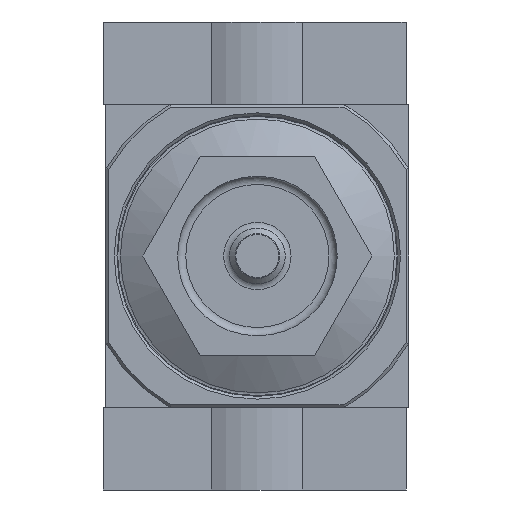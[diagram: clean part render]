
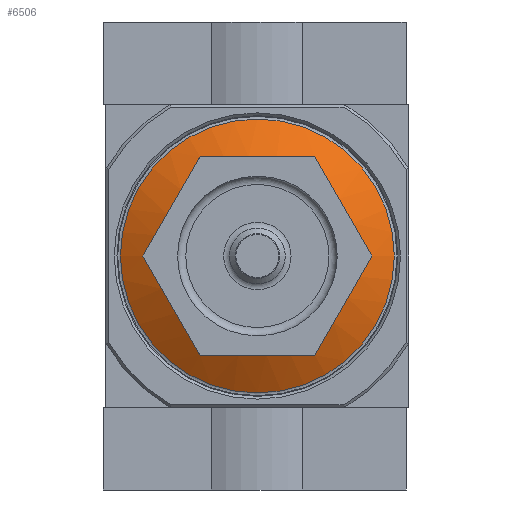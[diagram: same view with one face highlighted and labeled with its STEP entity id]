
A CAD part, front view. The second image highlights one B-rep face of the part: STEP entity #6506.
In plain terms, the highlighted conical face has half-angle 60 degrees and reference radius 24.869 mm.
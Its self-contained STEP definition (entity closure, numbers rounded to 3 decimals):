
#97=CONICAL_SURFACE('',#6974,24.869,1.047);
#220=B_SPLINE_CURVE_WITH_KNOTS('',3,(#9857,#9858,#9859,#9860,#9861,#9862,
#9863),.UNSPECIFIED.,.F.,.F.,(4,1,1,1,4),(0.,0.005,
0.01,0.016,0.021),.UNSPECIFIED.);
#221=B_SPLINE_CURVE_WITH_KNOTS('',3,(#9866,#9867,#9868,#9869,#9870,#9871,
#9872),.UNSPECIFIED.,.F.,.F.,(4,1,1,1,4),(0.023,0.028,
0.034,0.039,0.044),.UNSPECIFIED.);
#222=B_SPLINE_CURVE_WITH_KNOTS('',3,(#9874,#9875,#9876,#9877,#9878,#9879,
#9880),.UNSPECIFIED.,.F.,.F.,(4,1,1,1,4),(0.,0.005,
0.01,0.016,0.021),.UNSPECIFIED.);
#223=B_SPLINE_CURVE_WITH_KNOTS('',3,(#9882,#9883,#9884,#9885,#9886,#9887,
#9888),.UNSPECIFIED.,.F.,.F.,(4,1,1,1,4),(0.,0.005,
0.01,0.016,0.021),.UNSPECIFIED.);
#224=B_SPLINE_CURVE_WITH_KNOTS('',3,(#9890,#9891,#9892,#9893,#9894,#9895,
#9896),.UNSPECIFIED.,.F.,.F.,(4,1,1,1,4),(0.023,0.028,
0.034,0.039,0.044),.UNSPECIFIED.);
#225=B_SPLINE_CURVE_WITH_KNOTS('',3,(#9898,#9899,#9900,#9901,#9902,#9903,
#9904),.UNSPECIFIED.,.F.,.F.,(4,1,1,1,4),(0.,0.005,
0.01,0.016,0.021),.UNSPECIFIED.);
#1317=ORIENTED_EDGE('',*,*,#2662,.F.);
#1318=ORIENTED_EDGE('',*,*,#2663,.F.);
#1319=ORIENTED_EDGE('',*,*,#2664,.F.);
#1320=ORIENTED_EDGE('',*,*,#2665,.F.);
#1321=ORIENTED_EDGE('',*,*,#2666,.F.);
#1322=ORIENTED_EDGE('',*,*,#2667,.F.);
#1323=ORIENTED_EDGE('',*,*,#2668,.T.);
#2662=EDGE_CURVE('',#3294,#3295,#220,.T.);
#2663=EDGE_CURVE('',#3296,#3294,#221,.T.);
#2664=EDGE_CURVE('',#3297,#3296,#222,.T.);
#2665=EDGE_CURVE('',#3298,#3297,#223,.T.);
#2666=EDGE_CURVE('',#3299,#3298,#224,.T.);
#2667=EDGE_CURVE('',#3295,#3299,#225,.T.);
#2668=EDGE_CURVE('',#3300,#3300,#3725,.T.);
#3294=VERTEX_POINT('',#9864);
#3295=VERTEX_POINT('',#9865);
#3296=VERTEX_POINT('',#9873);
#3297=VERTEX_POINT('',#9881);
#3298=VERTEX_POINT('',#9889);
#3299=VERTEX_POINT('',#9897);
#3300=VERTEX_POINT('',#9906);
#3725=CIRCLE('',#6975,24.869);
#4017=EDGE_LOOP('',(#1317,#1318,#1319,#1320,#1321,#1322));
#4018=EDGE_LOOP('',(#1323));
#4505=FACE_BOUND('',#4017,.T.);
#4506=FACE_BOUND('',#4018,.T.);
#6506=ADVANCED_FACE('',(#4505,#4506),#97,.T.);
#6974=AXIS2_PLACEMENT_3D('',#9856,#7886,#7887);
#6975=AXIS2_PLACEMENT_3D('',#9905,#7888,#7889);
#7886=DIRECTION('',(0.,1.,0.));
#7887=DIRECTION('',(0.,0.,1.));
#7888=DIRECTION('',(0.,-1.,0.));
#7889=DIRECTION('',(0.,0.,-1.));
#9856=CARTESIAN_POINT('',(0.,-27.134,0.));
#9857=CARTESIAN_POINT('',(18.,-29.492,10.392));
#9858=CARTESIAN_POINT('',(16.53,-29.982,11.241));
#9859=CARTESIAN_POINT('',(13.573,-30.79,12.948));
#9860=CARTESIAN_POINT('',(9.025,-31.254,15.574));
#9861=CARTESIAN_POINT('',(4.431,-30.794,18.227));
#9862=CARTESIAN_POINT('',(1.471,-29.983,19.935));
#9863=CARTESIAN_POINT('',(0.,-29.492,20.785));
#9864=CARTESIAN_POINT('',(18.,-29.492,10.392));
#9865=CARTESIAN_POINT('',(0.,-29.492,20.785));
#9866=CARTESIAN_POINT('',(18.,-29.492,-10.392));
#9867=CARTESIAN_POINT('',(18.,-29.981,-8.7));
#9868=CARTESIAN_POINT('',(18.,-30.789,-5.294));
#9869=CARTESIAN_POINT('',(18.,-31.255,-0.001));
#9870=CARTESIAN_POINT('',(18.,-30.789,5.295));
#9871=CARTESIAN_POINT('',(18.,-29.981,8.701));
#9872=CARTESIAN_POINT('',(18.,-29.492,10.392));
#9873=CARTESIAN_POINT('',(18.,-29.492,-10.392));
#9874=CARTESIAN_POINT('',(0.,-29.492,-20.785));
#9875=CARTESIAN_POINT('',(1.47,-29.982,-19.936));
#9876=CARTESIAN_POINT('',(4.427,-30.79,-18.229));
#9877=CARTESIAN_POINT('',(8.975,-31.254,-15.603));
#9878=CARTESIAN_POINT('',(13.569,-30.794,-12.95));
#9879=CARTESIAN_POINT('',(16.529,-29.983,-11.242));
#9880=CARTESIAN_POINT('',(18.,-29.492,-10.392));
#9881=CARTESIAN_POINT('',(0.,-29.492,-20.785));
#9882=CARTESIAN_POINT('',(-18.,-29.492,-10.392));
#9883=CARTESIAN_POINT('',(-16.53,-29.982,-11.241));
#9884=CARTESIAN_POINT('',(-13.573,-30.79,-12.948));
#9885=CARTESIAN_POINT('',(-9.025,-31.254,-15.574));
#9886=CARTESIAN_POINT('',(-4.431,-30.794,-18.227));
#9887=CARTESIAN_POINT('',(-1.471,-29.983,-19.935));
#9888=CARTESIAN_POINT('',(0.,-29.492,-20.785));
#9889=CARTESIAN_POINT('',(-18.,-29.492,-10.392));
#9890=CARTESIAN_POINT('',(-18.,-29.492,10.392));
#9891=CARTESIAN_POINT('',(-18.,-29.981,8.7));
#9892=CARTESIAN_POINT('',(-18.,-30.789,5.294));
#9893=CARTESIAN_POINT('',(-18.,-31.255,0.001));
#9894=CARTESIAN_POINT('',(-18.,-30.789,-5.295));
#9895=CARTESIAN_POINT('',(-18.,-29.981,-8.701));
#9896=CARTESIAN_POINT('',(-18.,-29.492,-10.392));
#9897=CARTESIAN_POINT('',(-18.,-29.492,10.392));
#9898=CARTESIAN_POINT('',(0.,-29.492,20.785));
#9899=CARTESIAN_POINT('',(-1.47,-29.982,19.936));
#9900=CARTESIAN_POINT('',(-4.427,-30.79,18.229));
#9901=CARTESIAN_POINT('',(-8.975,-31.254,15.603));
#9902=CARTESIAN_POINT('',(-13.569,-30.794,12.95));
#9903=CARTESIAN_POINT('',(-16.529,-29.983,11.242));
#9904=CARTESIAN_POINT('',(-18.,-29.492,10.392));
#9905=CARTESIAN_POINT('',(0.,-27.134,0.));
#9906=CARTESIAN_POINT('',(0.,-27.134,-24.869));
